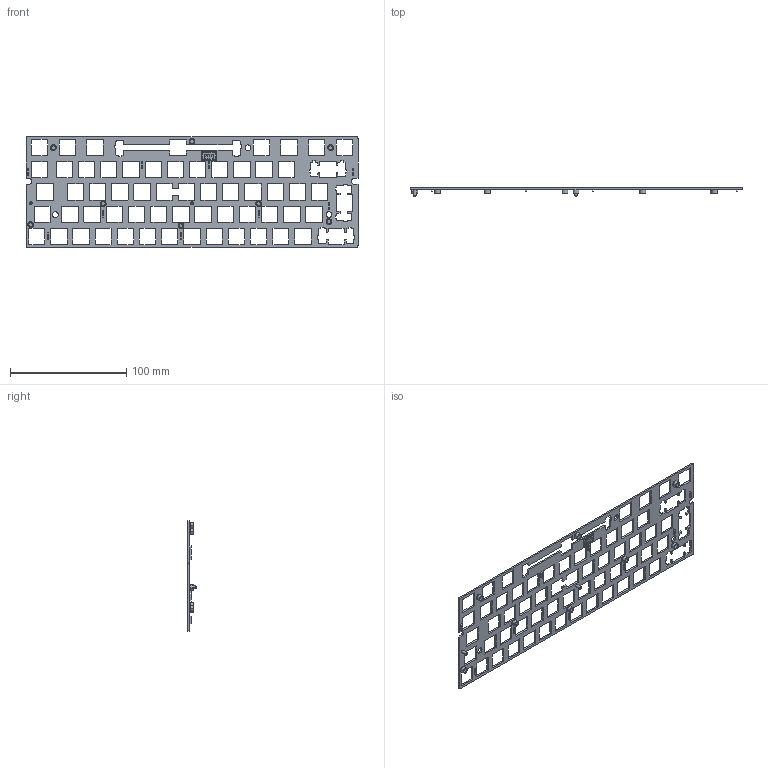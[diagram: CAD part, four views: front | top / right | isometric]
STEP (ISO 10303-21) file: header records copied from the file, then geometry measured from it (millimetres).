
FILE_DESCRIPTION((''),'2;1');
FILE_NAME('60HE_ISO_PC-PLATE_230130','2024-10-03T17:11:08',('sling'),(''),'CREO PARAMETRIC BY PTC INC, 2019471','CREO PARAMETRIC BY PTC INC, 2019471','');
FILE_SCHEMA(('AUTOMOTIVE_DESIGN { 1 0 10303 214 1 1 1 1 }'));
Length unit declared in the file: millimetre
Products named in the file (1): 60HE_ISO_PC-PLATE_230130
Bounding box: 285 x 7 x 95 mm (x, y, z)
Volume: 20916.6 mm3; surface area: 35315.2 mm2
Topology: 1 solids, 1 shells, 997 faces, 2894 edges, 1938 vertices
Faces by surface type: plane 528, cylinder 427, extrusion 22, cone 20
Entity records: 33839 total; most frequent: CARTESIAN_POINT 6274, ORIENTED_EDGE 5788, DIRECTION 5741, EDGE_CURVE 2894, VECTOR 1949, VERTEX_POINT 1938, LINE 1927, AXIS2_PLACEMENT_3D 1896
